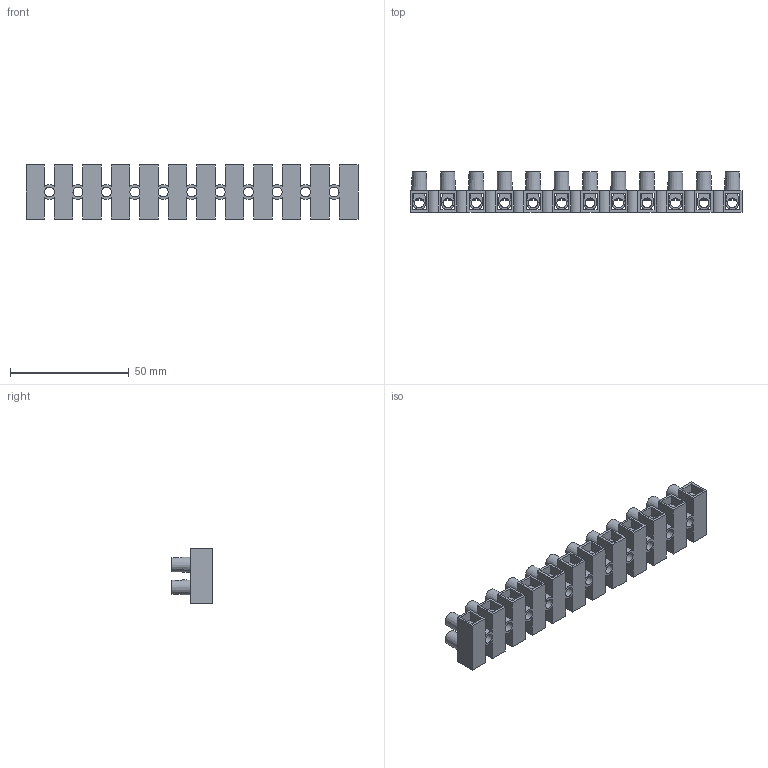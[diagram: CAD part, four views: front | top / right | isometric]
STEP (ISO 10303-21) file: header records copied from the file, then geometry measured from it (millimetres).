
FILE_DESCRIPTION((''),'2;1');
FILE_NAME('HE6 WPR-12P-3D.stp','2011-09-23T15:40:40',('Raimo'),(''),'Autodesk Inventor 2012','Autodesk Inventor 2012','');
FILE_SCHEMA(('AUTOMOTIVE_DESIGN { 1 0 10303 214 1 1 1 1 }'));
Length unit declared in the file: millimetre
Products named in the file (4): HE6 WPR-12P-3D; hus6; INL6WPR; M3.5
Assembly tree (37 placements, depth 2):
  HE6 WPR-12P-3D
    hus6
    INL6WPR  x12
    M3.5  x24
Bounding box: 140 x 17 x 22.8 mm (x, y, z)
Volume: 15456.3 mm3; surface area: 35573.3 mm2
Topology: 49 solids, 49 shells, 837 faces, 2036 edges, 1345 vertices
Faces by surface type: plane 444, cylinder 225, cone 96, torus 72
Full cylindrical faces by diameter (mm): 2.85 x24, 3 x24, 3.4 x24, 4.1 x12, 4.2 x11, 4.4 x24, 5 x24
Entity records: 8917 total; most frequent: CARTESIAN_POINT 1635, DIRECTION 1490, ORIENTED_EDGE 1266, EDGE_CURVE 633, AXIS2_PLACEMENT_3D 540, EDGE_LOOP 508, VERTEX_POINT 475, VECTOR 410
